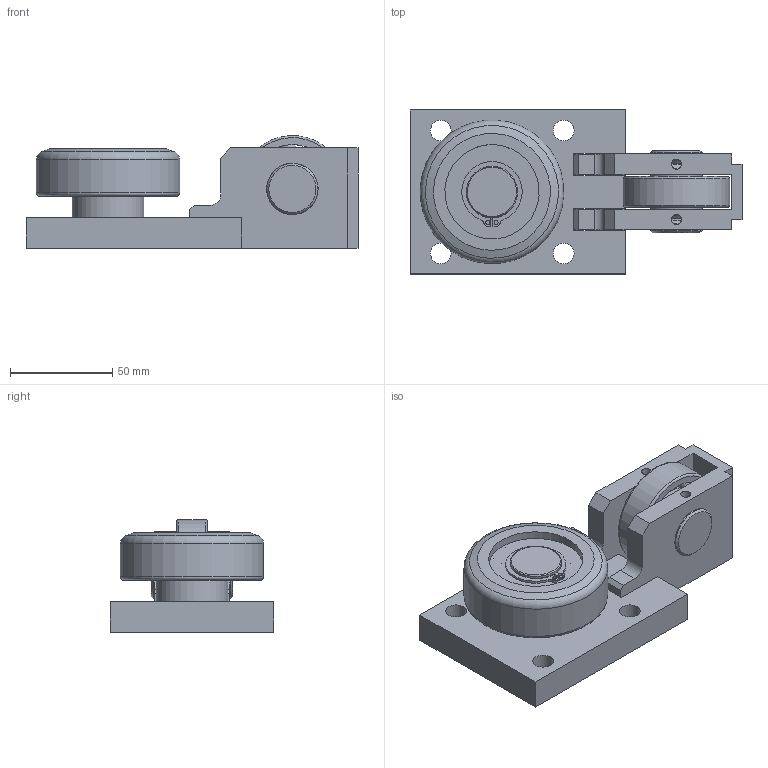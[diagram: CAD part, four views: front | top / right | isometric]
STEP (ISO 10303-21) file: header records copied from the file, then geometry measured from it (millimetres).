
FILE_DESCRIPTION(/* description */ (''),/* implementation_level */ '2;1');
FILE_NAME(/* name */ 'ALFATEC_STR070-4200.stp',/* time_stamp */ '2022-07-07T11:11:04+02:00',/* author */ ('seider'),/* organization */ (''),/* preprocessor_version */ 'ST-DEVELOPER v18.1',/* originating_system */ 'Autodesk Inventor 2020',/* authorisation */ '');
FILE_SCHEMA (('AUTOMOTIVE_DESIGN { 1 0 10303 214 3 1 1 }'));
Length unit declared in the file: millimetre
Products named in the file (1): _STR 070.4200-Zusammenbau_Konturvereinfachung_1
Bounding box: 162 x 80 x 54.96 mm (x, y, z)
Volume: 282171.8 mm3; surface area: 78850.8 mm2
Topology: 17 solids, 20 shells, 184 faces, 537 edges, 374 vertices
Faces by surface type: plane 68, cylinder 50, torus 42, sphere 14, cone 10
Full cylindrical faces by diameter (mm): 2 x2, 4.917 x2, 10.106 x4, 23.9 x1, 25 x9, 25.1 x2, 30 x1, 33.802 x4, 35 x1, 43.198 x4, 46 x1, 52 x4, 55 x1, 70.1 x1
Entity records: 6921 total; most frequent: DIRECTION 1255, CARTESIAN_POINT 1218, ORIENTED_EDGE 1074, EDGE_CURVE 537, AXIS2_PLACEMENT_3D 535, VERTEX_POINT 430, CIRCLE 350, EDGE_LOOP 249
